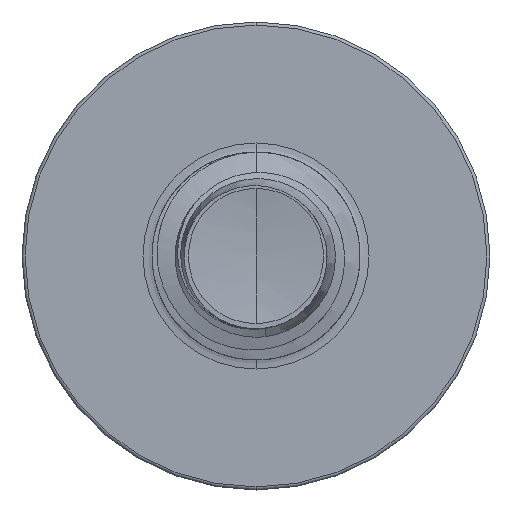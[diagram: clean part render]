
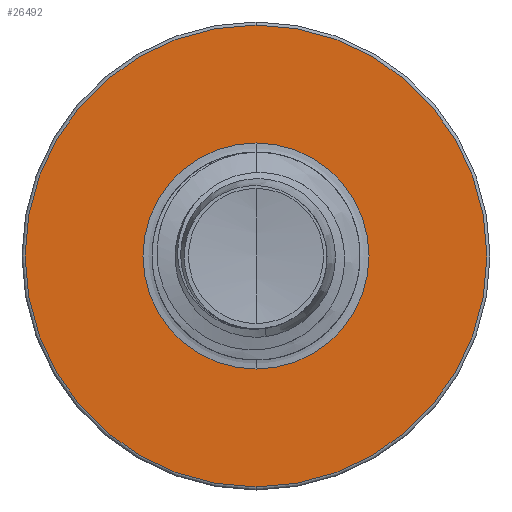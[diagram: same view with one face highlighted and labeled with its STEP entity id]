
A CAD part, front view. The second image highlights one B-rep face of the part: STEP entity #26492.
In plain terms, the highlighted planar face has unit normal (0, -1, 0).
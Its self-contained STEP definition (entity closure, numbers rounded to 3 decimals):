
#123 = ORIENTED_EDGE ( 'NONE', *, *, #12396, .F. ) ;
#547 = VERTEX_POINT ( 'NONE', #19123 ) ;
#1772 = CARTESIAN_POINT ( 'NONE',  ( 0., 12.5, -2.174 ) ) ;
#2123 = DIRECTION ( 'NONE',  ( 0., 0., 1. ) ) ;
#2150 = DIRECTION ( 'NONE',  ( 0., 1., 0. ) ) ;
#2184 = CARTESIAN_POINT ( 'NONE',  ( 0., 12.5, 0. ) ) ;
#3534 = CIRCLE ( 'NONE', #10124, 4.44 ) ;
#4311 = DIRECTION ( 'NONE',  ( 0., 1., 0. ) ) ;
#5018 = CIRCLE ( 'NONE', #26751, 2.174 ) ;
#6183 = FACE_OUTER_BOUND ( 'NONE', #17952, .T. ) ;
#6809 = ORIENTED_EDGE ( 'NONE', *, *, #13499, .F. ) ;
#7353 = DIRECTION ( 'NONE',  ( 0., 0., 1. ) ) ;
#7358 = DIRECTION ( 'NONE',  ( 0., 1., 0. ) ) ;
#7384 = CARTESIAN_POINT ( 'NONE',  ( 0., 12.5, 0. ) ) ;
#10124 = AXIS2_PLACEMENT_3D ( 'NONE', #7384, #7358, #7353 ) ;
#10250 = DIRECTION ( 'NONE',  ( 0., 0., 1. ) ) ;
#10284 = DIRECTION ( 'NONE',  ( 0., 1., 0. ) ) ;
#10288 = CARTESIAN_POINT ( 'NONE',  ( 0., 12.5, 0. ) ) ;
#10351 = CARTESIAN_POINT ( 'NONE',  ( 0., 12.5, -4.44 ) ) ;
#12396 = EDGE_CURVE ( 'NONE', #17787, #15475, #3534, .T. ) ;
#12877 = FACE_BOUND ( 'NONE', #19605, .T. ) ;
#12958 = CIRCLE ( 'NONE', #22319, 4.44 ) ;
#13352 = DIRECTION ( 'NONE',  ( 0., 1., 0. ) ) ;
#13499 = EDGE_CURVE ( 'NONE', #15475, #17787, #12958, .T. ) ;
#14671 = CARTESIAN_POINT ( 'NONE',  ( 0., 12.5, 2.174 ) ) ;
#15415 = EDGE_CURVE ( 'NONE', #17357, #547, #22548, .T. ) ;
#15475 = VERTEX_POINT ( 'NONE', #10351 ) ;
#15506 = PLANE ( 'NONE',  #24491 ) ;
#17357 = VERTEX_POINT ( 'NONE', #14671 ) ;
#17787 = VERTEX_POINT ( 'NONE', #19684 ) ;
#17952 = EDGE_LOOP ( 'NONE', ( #123, #6809 ) ) ;
#18126 = ORIENTED_EDGE ( 'NONE', *, *, #15415, .T. ) ;
#19123 = CARTESIAN_POINT ( 'NONE',  ( 0., 12.5, -2.174 ) ) ;
#19462 = DIRECTION ( 'NONE',  ( 0., 0., 1. ) ) ;
#19605 = EDGE_LOOP ( 'NONE', ( #18126, #23259 ) ) ;
#19684 = CARTESIAN_POINT ( 'NONE',  ( 0., 12.5, 4.44 ) ) ;
#21383 = AXIS2_PLACEMENT_3D ( 'NONE', #10288, #10284, #10250 ) ;
#22319 = AXIS2_PLACEMENT_3D ( 'NONE', #2184, #2150, #2123 ) ;
#22548 = CIRCLE ( 'NONE', #21383, 2.174 ) ;
#23259 = ORIENTED_EDGE ( 'NONE', *, *, #25663, .T. ) ;
#24491 = AXIS2_PLACEMENT_3D ( 'NONE', #1772, #4311, #19462 ) ;
#24904 = CARTESIAN_POINT ( 'NONE',  ( 0., 12.5, 0. ) ) ;
#25663 = EDGE_CURVE ( 'NONE', #547, #17357, #5018, .T. ) ;
#26342 = DIRECTION ( 'NONE',  ( 0., 0., 1. ) ) ;
#26492 = ADVANCED_FACE ( 'NONE', ( #6183, #12877 ), #15506, .F. ) ;
#26751 = AXIS2_PLACEMENT_3D ( 'NONE', #24904, #13352, #26342 ) ;
